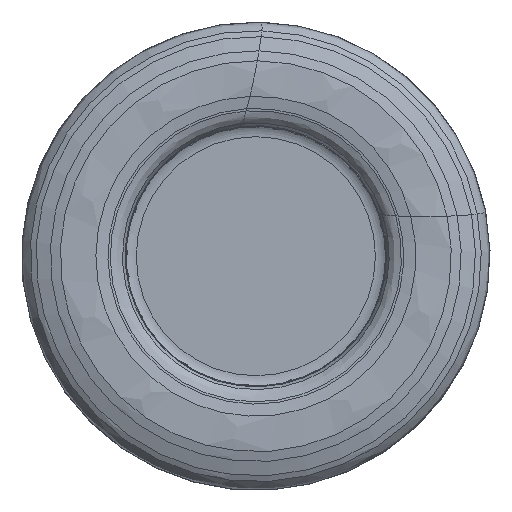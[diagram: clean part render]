
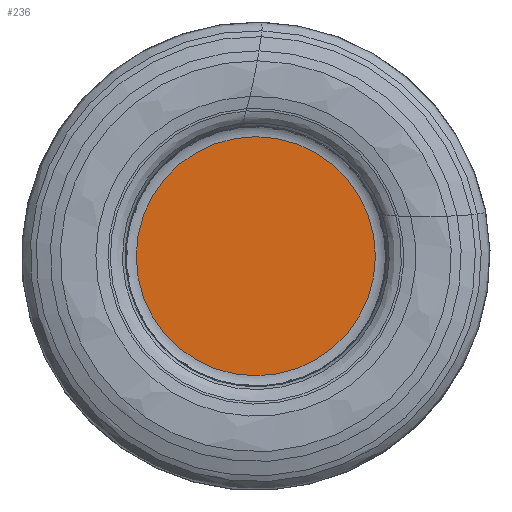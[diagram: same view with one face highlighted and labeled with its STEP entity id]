
A CAD part, left-side view. The second image highlights one B-rep face of the part: STEP entity #236.
In plain terms, the highlighted planar face has unit normal (-1, 0, 0).
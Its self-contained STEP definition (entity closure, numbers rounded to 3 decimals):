
#236=ADVANCED_FACE('',(#297),#295,.F.);
#295=PLANE('',#1047);
#297=FACE_OUTER_BOUND('',#389,.T.);
#389=EDGE_LOOP('',(#481));
#481=ORIENTED_EDGE('',*,*,#797,.T.);
#723=VERTEX_POINT('',#1453);
#797=EDGE_CURVE('',#723,#723,#927,.T.);
#927=CIRCLE('',#1045,6.635);
#1045=AXIS2_PLACEMENT_3D('',#1452,#1200,#1201);
#1047=AXIS2_PLACEMENT_3D('',#1455,#1204,#1205);
#1200=DIRECTION('',(-1.,0.,0.));
#1201=DIRECTION('',(0.,0.,1.));
#1204=DIRECTION('',(1.,0.,0.));
#1205=DIRECTION('',(0.,0.,-1.));
#1452=CARTESIAN_POINT('',(1.9,0.,0.));
#1453=CARTESIAN_POINT('',(1.9,0.,6.635));
#1455=CARTESIAN_POINT('',(1.9,6.635,0.));
